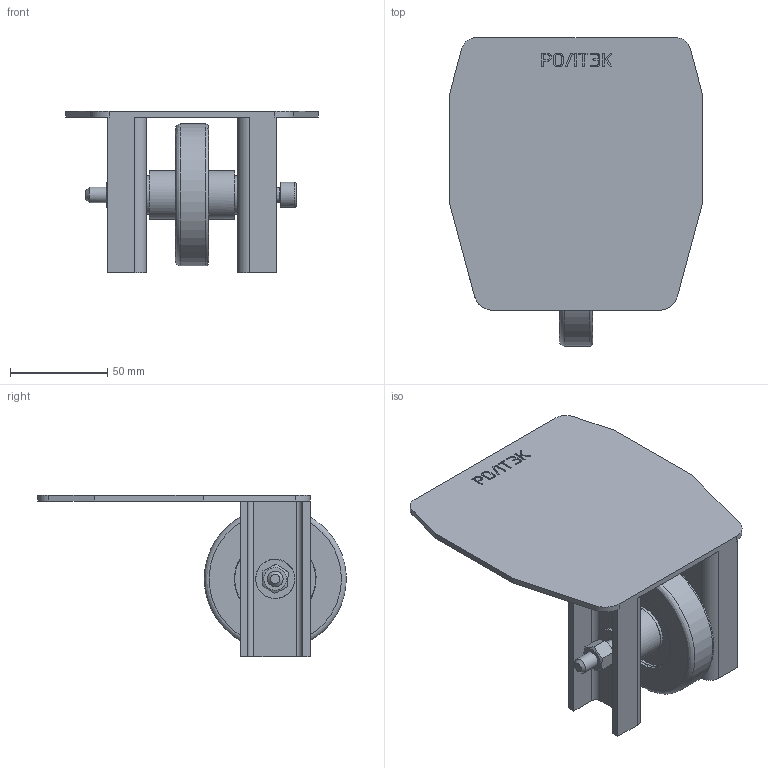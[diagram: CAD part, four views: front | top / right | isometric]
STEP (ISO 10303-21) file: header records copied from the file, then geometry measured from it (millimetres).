
FILE_DESCRIPTION(('STEP AP203'), '1');
FILE_NAME('×åðòåæ1_1', '2015-09-29T06:18:06', (''), (''), 'ASCON STEP Converter 1.3', 'ASCON Math Kernel', '');
FILE_SCHEMA(('CONFIG_CONTROL_DESIGN'));
Length unit declared in the file: millimetre
Products named in the file (2): 2; 3
Assembly tree (1 placements, depth 2):
  2
    3
Bounding box: 130 x 158.44 x 83 mm (x, y, z)
Surface area: 87043.9 mm2 (no closed solid volume)
Topology: 0 solids, 1 shells, 407 faces, 1110 edges, 733 vertices
Faces by surface type: bspline 263, plane 144
Entity records: 30392 total; most frequent: CARTESIAN_POINT 19474, ORIENTED_EDGE 2124, EDGE_CURVE 1064, B_SPLINE_CURVE_WITH_KNOTS 734, VERTEX_POINT 729, DIRECTION 618, EDGE_LOOP 479, FACE_BOUND 415
